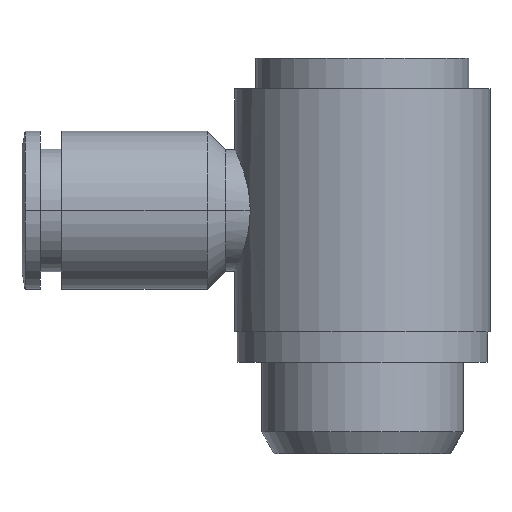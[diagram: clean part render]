
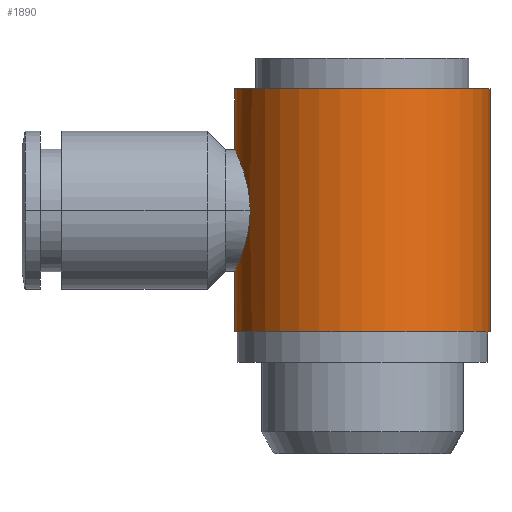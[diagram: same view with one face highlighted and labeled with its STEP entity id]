
A CAD part, left-side view. The second image highlights one B-rep face of the part: STEP entity #1890.
In plain terms, the highlighted cylindrical face has radius 10.5 mm (diameter 21 mm), a partial arc.
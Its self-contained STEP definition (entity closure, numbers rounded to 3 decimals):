
#123=CARTESIAN_POINT('',(-5.,9.233,0.0));
#124=VERTEX_POINT('',#123);
#131=CARTESIAN_POINT('',(0.,10.5,5.));
#132=VERTEX_POINT('',#131);
#133=CARTESIAN_POINT('',(-5.,9.233,0.0));
#134=CARTESIAN_POINT('',(-5.,9.233,0.64));
#135=CARTESIAN_POINT('',(-4.87,9.307,1.314));
#136=CARTESIAN_POINT('',(-4.357,9.558,2.542));
#137=CARTESIAN_POINT('',(-3.974,9.73,3.097));
#138=CARTESIAN_POINT('',(-3.098,10.043,3.973));
#139=CARTESIAN_POINT('',(-2.542,10.207,4.357));
#140=CARTESIAN_POINT('',(-1.313,10.436,4.87));
#141=CARTESIAN_POINT('',(-0.639,10.5,5.));
#142=CARTESIAN_POINT('',(0.,10.5,5.));
#143=B_SPLINE_CURVE_WITH_KNOTS('',3,(#133,#134,#135,#136,#137,#138,#139,#140,#141,#142),.UNSPECIFIED.,.F.,.U.,(4,2,2,2,4),(0.0,0.192,0.384,0.576,0.767),.UNSPECIFIED.);
#144=EDGE_CURVE('',#124,#132,#143,.T.);
#376=CARTESIAN_POINT('',(0.0,-10.5,-10.));
#377=VERTEX_POINT('',#376);
#378=CARTESIAN_POINT('',(0.0,-10.5,10.));
#379=VERTEX_POINT('',#378);
#380=CARTESIAN_POINT('',(0.0,-10.5,-10.));
#381=DIRECTION('',(0.0,0.0,1.0));
#382=VECTOR('',#381,20.);
#383=LINE('',#380,#382);
#384=EDGE_CURVE('',#377,#379,#383,.T.);
#386=CARTESIAN_POINT('',(0.,10.5,-10.0));
#387=VERTEX_POINT('',#386);
#395=CARTESIAN_POINT('',(0.,10.5,-5.));
#396=VERTEX_POINT('',#395);
#397=CARTESIAN_POINT('',(0.,10.5,-5.));
#398=DIRECTION('',(0.0,0.0,-1.0));
#399=VECTOR('',#398,5.);
#400=LINE('',#397,#399);
#401=EDGE_CURVE('',#396,#387,#400,.T.);
#417=CARTESIAN_POINT('',(0.,10.5,10.));
#418=VERTEX_POINT('',#417);
#419=CARTESIAN_POINT('',(0.,10.5,10.));
#420=DIRECTION('',(0.0,0.0,-1.0));
#421=VECTOR('',#420,5.);
#422=LINE('',#419,#421);
#423=EDGE_CURVE('',#418,#132,#422,.T.);
#1852=CARTESIAN_POINT('',(0.0,0.0,0.0));
#1853=DIRECTION('',(0.0,0.0,1.0));
#1854=DIRECTION('',(0.0,-1.0,0.0));
#1855=AXIS2_PLACEMENT_3D('',#1852,#1853,#1854);
#1856=CYLINDRICAL_SURFACE('',#1855,10.5);
#1857=ORIENTED_EDGE('',*,*,#384,.T.);
#1858=CARTESIAN_POINT('',(0.0,0.0,10.));
#1859=DIRECTION('',(0.0,0.0,1.0));
#1860=DIRECTION('',(0.0,-1.0,0.0));
#1861=AXIS2_PLACEMENT_3D('',#1858,#1859,#1860);
#1862=CIRCLE('',#1861,10.5);
#1863=EDGE_CURVE('',#418,#379,#1862,.T.);
#1864=ORIENTED_EDGE('',*,*,#1863,.F.);
#1865=ORIENTED_EDGE('',*,*,#423,.T.);
#1866=ORIENTED_EDGE('',*,*,#144,.F.);
#1867=CARTESIAN_POINT('',(0.,10.5,-5.));
#1868=CARTESIAN_POINT('',(-0.639,10.5,-5.));
#1869=CARTESIAN_POINT('',(-1.313,10.436,-4.87));
#1870=CARTESIAN_POINT('',(-2.542,10.207,-4.357));
#1871=CARTESIAN_POINT('',(-3.098,10.043,-3.973));
#1872=CARTESIAN_POINT('',(-3.974,9.73,-3.097));
#1873=CARTESIAN_POINT('',(-4.357,9.558,-2.542));
#1874=CARTESIAN_POINT('',(-4.87,9.307,-1.314));
#1875=CARTESIAN_POINT('',(-5.,9.233,-0.64));
#1876=CARTESIAN_POINT('',(-5.,9.233,0.0));
#1877=B_SPLINE_CURVE_WITH_KNOTS('',3,(#1867,#1868,#1869,#1870,#1871,#1872,#1873,#1874,#1875,#1876),.UNSPECIFIED.,.F.,.U.,(4,2,2,2,4),(2.301,2.493,2.685,2.877,3.069),.UNSPECIFIED.);
#1878=EDGE_CURVE('',#396,#124,#1877,.T.);
#1879=ORIENTED_EDGE('',*,*,#1878,.F.);
#1880=ORIENTED_EDGE('',*,*,#401,.T.);
#1881=CARTESIAN_POINT('',(0.0,0.0,-10.0));
#1882=DIRECTION('',(0.0,0.0,1.0));
#1883=DIRECTION('',(0.0,-1.0,0.0));
#1884=AXIS2_PLACEMENT_3D('',#1881,#1882,#1883);
#1885=CIRCLE('',#1884,10.5);
#1886=EDGE_CURVE('',#387,#377,#1885,.T.);
#1887=ORIENTED_EDGE('',*,*,#1886,.T.);
#1888=EDGE_LOOP('',(#1857,#1864,#1865,#1866,#1879,#1880,#1887));
#1889=FACE_OUTER_BOUND('',#1888,.T.);
#1890=ADVANCED_FACE('',(#1889),#1856,.T.);
